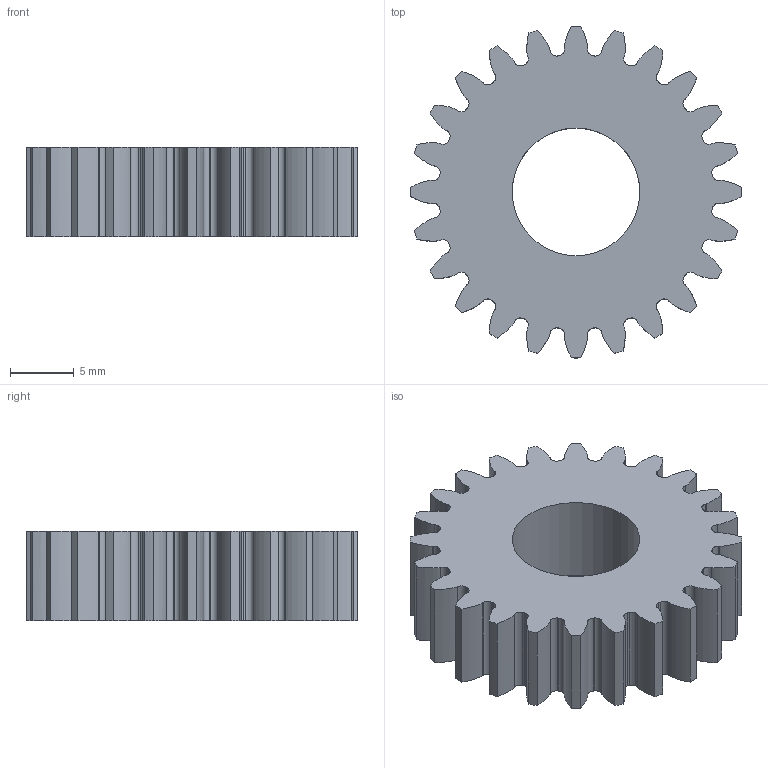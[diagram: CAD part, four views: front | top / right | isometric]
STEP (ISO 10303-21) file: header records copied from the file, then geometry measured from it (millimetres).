
FILE_DESCRIPTION(/* description */ (''),/* implementation_level */ '2;1');
FILE_NAME(/* name */ 'drive gear 24t v1.step',/* time_stamp */ '2025-05-07T10:55:35-07:00',/* author */ (''),/* organization */ (''),/* preprocessor_version */ 'ST-DEVELOPER v20.1',/* originating_system */ 'Autodesk Translation Framework v14.4.0.0',/* authorisation */ '');
FILE_SCHEMA (('AUTOMOTIVE_DESIGN { 1 0 10303 214 3 1 1 }'));
Length unit declared in the file: millimetre
Products named in the file (2): drive gear 24t; Spur Gear (24 teeth)
Assembly tree (1 placements, depth 2):
  drive gear 24t
    Spur Gear (24 teeth)
Bounding box: 26 x 26 x 7 mm (x, y, z)
Volume: 2572.6 mm3; surface area: 1990.2 mm2
Topology: 1 solids, 1 shells, 195 faces, 579 edges, 386 vertices
Faces by surface type: cylinder 97, plane 50, bspline 48
Full cylindrical faces by diameter (mm): 10 x1
Entity records: 20420 total; most frequent: CARTESIAN_POINT 15419, ORIENTED_EDGE 1158, DIRECTION 977, EDGE_CURVE 579, VERTEX_POINT 386, AXIS2_PLACEMENT_3D 344, LINE 289, VECTOR 289
